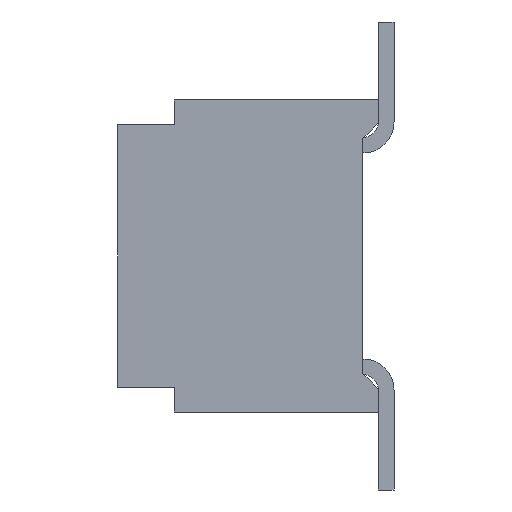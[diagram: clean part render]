
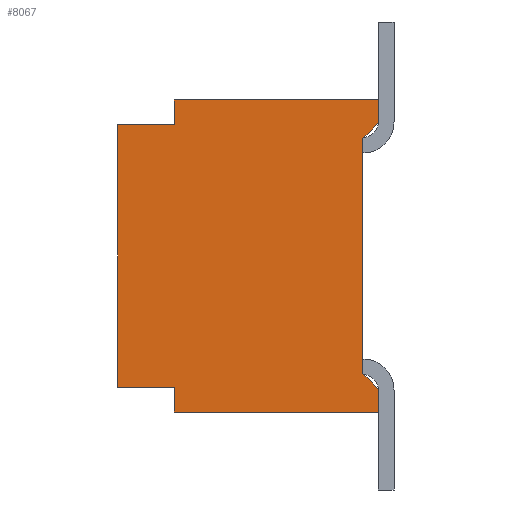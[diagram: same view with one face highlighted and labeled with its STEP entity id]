
A CAD part, left-side view. The second image highlights one B-rep face of the part: STEP entity #8067.
In plain terms, the highlighted planar face has unit normal (-1, 0, 0).
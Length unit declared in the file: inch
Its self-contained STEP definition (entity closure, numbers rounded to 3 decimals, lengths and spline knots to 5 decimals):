
#234=ORIENTED_EDGE('',*,*,#2594,.T.);
#235=ORIENTED_EDGE('',*,*,#2595,.T.);
#236=ORIENTED_EDGE('',*,*,#2596,.F.);
#237=ORIENTED_EDGE('',*,*,#2597,.T.);
#238=ORIENTED_EDGE('',*,*,#2598,.T.);
#239=ORIENTED_EDGE('',*,*,#2599,.T.);
#240=ORIENTED_EDGE('',*,*,#2600,.T.);
#241=ORIENTED_EDGE('',*,*,#2601,.T.);
#242=ORIENTED_EDGE('',*,*,#2550,.T.);
#243=ORIENTED_EDGE('',*,*,#2602,.T.);
#244=ORIENTED_EDGE('',*,*,#2603,.T.);
#245=ORIENTED_EDGE('',*,*,#2604,.F.);
#2550=EDGE_CURVE('',#3730,#3731,#4490,.T.);
#2594=EDGE_CURVE('',#3774,#3775,#4534,.T.);
#2595=EDGE_CURVE('',#3775,#3776,#4535,.T.);
#2596=EDGE_CURVE('',#3777,#3776,#4536,.T.);
#2597=EDGE_CURVE('',#3777,#3778,#4537,.T.);
#2598=EDGE_CURVE('',#3778,#3779,#4538,.T.);
#2599=EDGE_CURVE('',#3779,#3780,#4539,.T.);
#2600=EDGE_CURVE('',#3780,#3781,#4540,.T.);
#2601=EDGE_CURVE('',#3781,#3730,#4541,.T.);
#2602=EDGE_CURVE('',#3731,#3782,#4542,.T.);
#2603=EDGE_CURVE('',#3782,#3783,#4543,.T.);
#2604=EDGE_CURVE('',#3774,#3783,#4544,.T.);
#3730=VERTEX_POINT('',#11300);
#3731=VERTEX_POINT('',#11301);
#3774=VERTEX_POINT('',#11389);
#3775=VERTEX_POINT('',#11390);
#3776=VERTEX_POINT('',#11392);
#3777=VERTEX_POINT('',#11394);
#3778=VERTEX_POINT('',#11396);
#3779=VERTEX_POINT('',#11398);
#3780=VERTEX_POINT('',#11400);
#3781=VERTEX_POINT('',#11402);
#3782=VERTEX_POINT('',#11405);
#3783=VERTEX_POINT('',#11407);
#4490=LINE('',#11299,#5590);
#4534=LINE('',#11388,#5634);
#4535=LINE('',#11391,#5635);
#4536=LINE('',#11393,#5636);
#4537=LINE('',#11395,#5637);
#4538=LINE('',#11397,#5638);
#4539=LINE('',#11399,#5639);
#4540=LINE('',#11401,#5640);
#4541=LINE('',#11403,#5641);
#4542=LINE('',#11404,#5642);
#4543=LINE('',#11406,#5643);
#4544=LINE('',#11408,#5644);
#5590=VECTOR('',#9107,39.37008);
#5634=VECTOR('',#9153,39.37008);
#5635=VECTOR('',#9154,39.37008);
#5636=VECTOR('',#9155,39.37008);
#5637=VECTOR('',#9156,39.37008);
#5638=VECTOR('',#9157,39.37008);
#5639=VECTOR('',#9158,39.37008);
#5640=VECTOR('',#9159,39.37008);
#5641=VECTOR('',#9160,39.37008);
#5642=VECTOR('',#9161,39.37008);
#5643=VECTOR('',#9162,39.37008);
#5644=VECTOR('',#9163,39.37008);
#6671=EDGE_LOOP('',(#234,#235,#236,#237,#238,#239,#240,#241,#242,#243,#244,
#245));
#7177=FACE_BOUND('',#6671,.T.);
#7663=PLANE('',#8538);
#8067=ADVANCED_FACE('',(#7177),#7663,.F.);
#8538=AXIS2_PLACEMENT_3D('',#11387,#9151,#9152);
#9107=DIRECTION('',(0.,0.,1.));
#9151=DIRECTION('',(1.,0.,0.));
#9152=DIRECTION('',(0.,0.,-1.));
#9153=DIRECTION('',(0.,0.,-1.));
#9154=DIRECTION('',(0.,1.,0.));
#9155=DIRECTION('',(0.,0.,1.));
#9156=DIRECTION('',(0.,-1.,0.));
#9157=DIRECTION('',(0.,0.,-1.));
#9158=DIRECTION('',(0.,-1.,0.));
#9159=DIRECTION('',(0.,0.,1.));
#9160=DIRECTION('',(0.,0.707,0.707));
#9161=DIRECTION('',(0.,-0.707,0.707));
#9162=DIRECTION('',(0.,0.,1.));
#9163=DIRECTION('',(0.,-1.,0.));
#11299=CARTESIAN_POINT('',(0.,0.005,-0.0377));
#11300=CARTESIAN_POINT('',(0.,0.005,-0.0377));
#11301=CARTESIAN_POINT('',(0.,0.005,0.0377));
#11387=CARTESIAN_POINT('',(0.,0.0835,-0.05));
#11388=CARTESIAN_POINT('',(0.,0.0655,0.092));
#11389=CARTESIAN_POINT('',(0.,0.0655,0.05));
#11390=CARTESIAN_POINT('',(0.,0.0655,0.042));
#11391=CARTESIAN_POINT('',(0.,0.0655,0.042));
#11392=CARTESIAN_POINT('',(0.,0.0835,0.042));
#11393=CARTESIAN_POINT('',(0.,0.0835,-0.05));
#11394=CARTESIAN_POINT('',(0.,0.0835,-0.042));
#11395=CARTESIAN_POINT('',(0.,0.0835,-0.042));
#11396=CARTESIAN_POINT('',(0.,0.0655,-0.042));
#11397=CARTESIAN_POINT('',(0.,0.0655,-0.042));
#11398=CARTESIAN_POINT('',(0.,0.0655,-0.05));
#11399=CARTESIAN_POINT('',(0.,0.0835,-0.05));
#11400=CARTESIAN_POINT('',(0.,0.,-0.05));
#11401=CARTESIAN_POINT('',(0.,0.,-0.05));
#11402=CARTESIAN_POINT('',(0.,0.,-0.0427));
#11403=CARTESIAN_POINT('',(0.,0.,-0.0427));
#11404=CARTESIAN_POINT('',(0.,0.005,0.0377));
#11405=CARTESIAN_POINT('',(0.,0.,0.0427));
#11406=CARTESIAN_POINT('',(0.,0.,-0.05));
#11407=CARTESIAN_POINT('',(0.,0.,0.05));
#11408=CARTESIAN_POINT('',(0.,0.0835,0.05));
